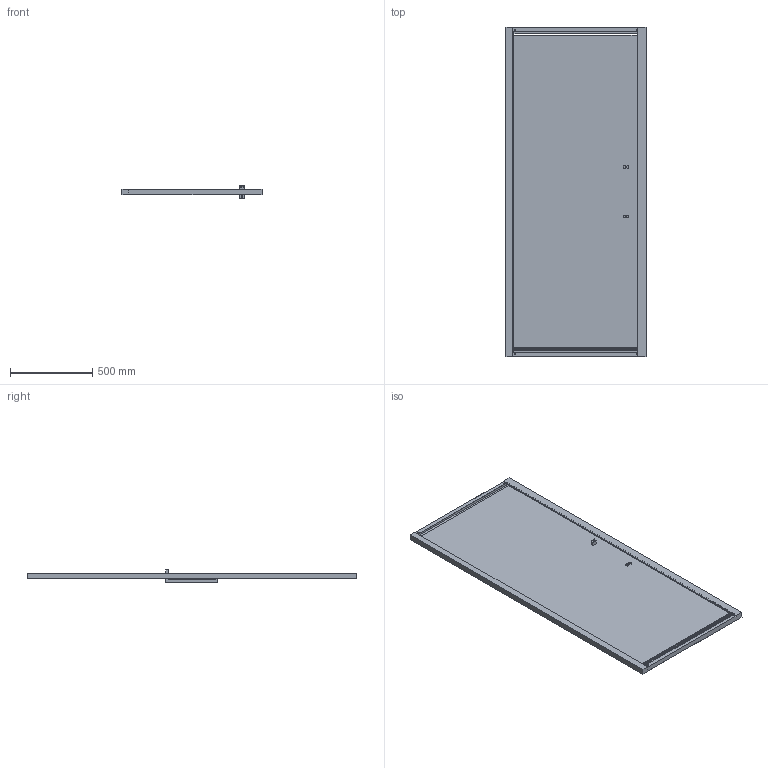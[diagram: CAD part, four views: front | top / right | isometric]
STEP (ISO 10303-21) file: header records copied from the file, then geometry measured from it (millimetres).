
FILE_DESCRIPTION (( 'STEP AP214' ), '1' );
FILE_NAME ('rbm90-040.STEP', '2020-04-21T08:22:45', ( '' ), ( '' ), 'SwSTEP 2.0', 'SolidWorks 2016', '' );
FILE_SCHEMA (( 'AUTOMOTIVE_DESIGN' ));
Length unit declared in the file: millimetre
Products named in the file (1): rbm90-040
Bounding box: 850 x 2000 x 76 mm (x, y, z)
Volume: 19303596.2 mm3; surface area: 3980880.4 mm2
Topology: 1 solids, 10 shells, 560 faces, 1483 edges, 933 vertices
Faces by surface type: plane 260, cylinder 208, bspline 66, cone 18, torus 8
Entity records: 24665 total; most frequent: CARTESIAN_POINT 5653, ORIENTED_EDGE 2942, DIRECTION 2703, EDGE_CURVE 1471, AXIS2_PLACEMENT_3D 945, VERTEX_POINT 933, LINE 813, VECTOR 813
